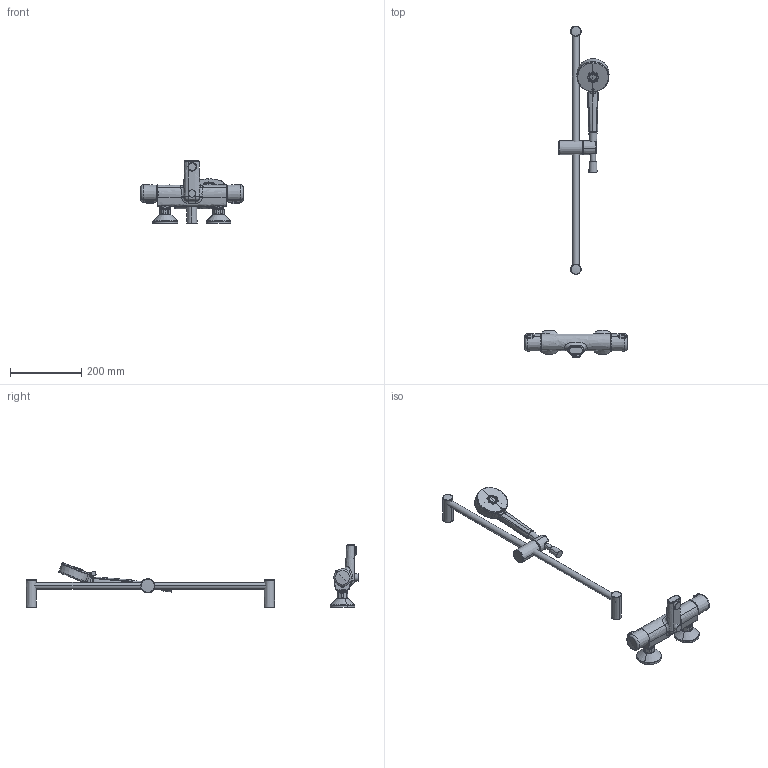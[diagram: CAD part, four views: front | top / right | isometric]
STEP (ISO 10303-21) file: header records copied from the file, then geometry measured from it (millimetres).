
FILE_DESCRIPTION (( 'STEP AP203' ), '1' );
FILE_NAME ('55162131(2022).STEP', '2022-10-27T08:21:31', ( '' ), ( '' ), 'SwSTEP 2.0', 'SolidWorks 2016', '' );
FILE_SCHEMA (( 'CONFIG_CONTROL_DESIGN' ));
Length unit declared in the file: millimetre
Products named in the file (1): 55162131(2022)
Bounding box: 290.16 x 934.97 x 175.5 mm (x, y, z)
Volume: 1487908.1 mm3; surface area: 240626.3 mm2
Topology: 21 solids, 21 shells, 604 faces, 1391 edges, 839 vertices
Faces by surface type: bspline 328, cylinder 89, plane 82, cone 65, torus 26, sphere 14
Entity records: 44551 total; most frequent: CARTESIAN_POINT 33426, ORIENTED_EDGE 2754, DIRECTION 1643, EDGE_CURVE 1377, VERTEX_POINT 837, AXIS2_PLACEMENT_3D 734, B_SPLINE_CURVE_WITH_KNOTS 632, EDGE_LOOP 626
